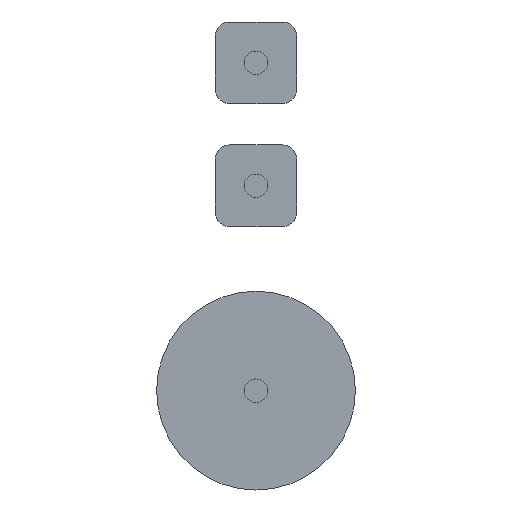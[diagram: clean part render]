
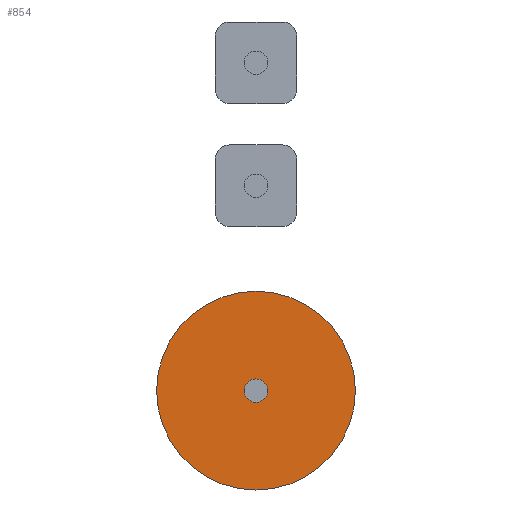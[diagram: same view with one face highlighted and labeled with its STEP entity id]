
A CAD part, front view. The second image highlights one B-rep face of the part: STEP entity #854.
In plain terms, the highlighted planar face has unit normal (0, -1, 0).
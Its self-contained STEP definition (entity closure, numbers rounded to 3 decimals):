
#25=FACE_BOUND('',#171,.T.);
#62=PLANE('',#949);
#113=FACE_OUTER_BOUND('',#170,.T.);
#170=EDGE_LOOP('',(#788));
#171=EDGE_LOOP('',(#789));
#364=CIRCLE('',#934,2.);
#371=CIRCLE('',#947,16.975);
#440=VERTEX_POINT('',#1410);
#447=VERTEX_POINT('',#1433);
#550=EDGE_CURVE('',#440,#440,#364,.T.);
#561=EDGE_CURVE('',#447,#447,#371,.F.);
#788=ORIENTED_EDGE('',*,*,#561,.F.);
#789=ORIENTED_EDGE('',*,*,#550,.T.);
#854=ADVANCED_FACE('',(#113,#25),#62,.F.);
#934=AXIS2_PLACEMENT_3D('',#1411,#1160,#1161);
#947=AXIS2_PLACEMENT_3D('',#1435,#1190,#1191);
#949=AXIS2_PLACEMENT_3D('',#1437,#1194,#1195);
#1160=DIRECTION('center_axis',(0.,1.,0.));
#1161=DIRECTION('ref_axis',(1.,0.,0.));
#1190=DIRECTION('center_axis',(0.,-1.,0.));
#1191=DIRECTION('ref_axis',(-1.,0.,0.));
#1194=DIRECTION('center_axis',(0.,1.,0.));
#1195=DIRECTION('ref_axis',(-1.,0.,0.));
#1410=CARTESIAN_POINT('',(-2.,13.4,-28.));
#1411=CARTESIAN_POINT('Origin',(0.,13.4,
-28.));
#1433=CARTESIAN_POINT('',(16.975,13.4,-28.));
#1435=CARTESIAN_POINT('Origin',(0.,13.4,
-28.));
#1437=CARTESIAN_POINT('Origin',(0.,13.4,
-28.));
